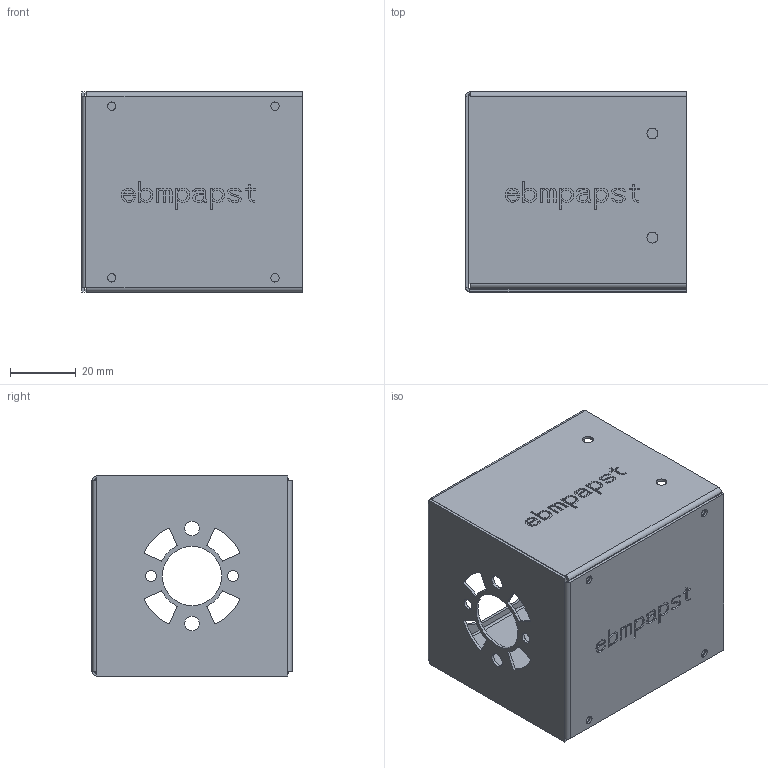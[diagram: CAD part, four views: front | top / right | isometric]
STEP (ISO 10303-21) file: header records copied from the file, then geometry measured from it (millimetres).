
FILE_DESCRIPTION(/* description */ (''),/* implementation_level */ '2;1');
FILE_NAME(/* name */ '118-00-11851.ipt.step',/* time_stamp */ '2014-01-07T11:18:26-08:00',/* author */ ('Philip'),/* organization */ (''),/* preprocessor_version */ 'ST-DEVELOPER v15.2',/* originating_system */ 'Autodesk Inventor 2014',/* authorisation */ '');
FILE_SCHEMA (('AUTOMOTIVE_DESIGN { 1 0 10303 214 3 1 1 }'));
Length unit declared in the file: inch
Products named in the file (1): 118-00-11851
Bounding box: 67.31 x 60.96 x 60.96 mm (x, y, z)
Volume: 13823.9 mm3; surface area: 35564.6 mm2
Topology: 1 solids, 1 shells, 1124 faces, 3201 edges, 2118 vertices
Faces by surface type: plane 1059, cylinder 65
Full cylindrical faces by diameter (mm): 2.54 x8, 3.302 x4, 3.404 x2, 4.216 x4, 4.445 x2, 18.034 x1
Entity records: 35873 total; most frequent: CARTESIAN_POINT 6423, ORIENTED_EDGE 6360, DIRECTION 5560, EDGE_CURVE 3180, LINE 3050, VECTOR 3050, VERTEX_POINT 2118, AXIS2_PLACEMENT_3D 1255
